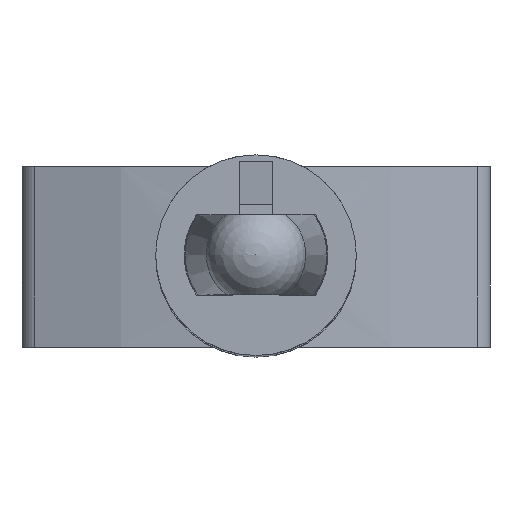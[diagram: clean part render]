
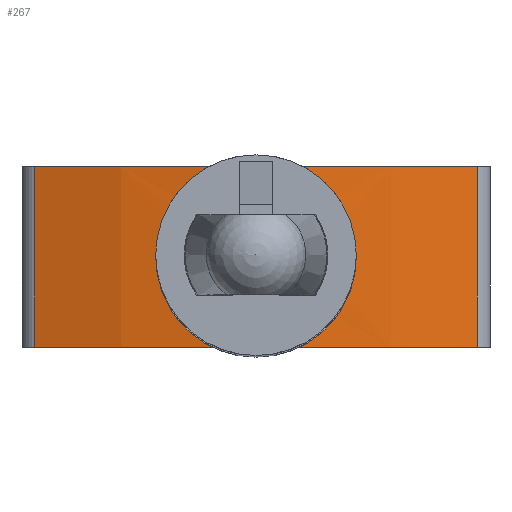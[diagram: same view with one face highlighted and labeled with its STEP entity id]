
A CAD part, top view. The second image highlights one B-rep face of the part: STEP entity #267.
In plain terms, the highlighted cylindrical face has radius 18.267 mm (diameter 36.534 mm), a partial arc.
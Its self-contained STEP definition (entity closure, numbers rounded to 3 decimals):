
#267 = ADVANCED_FACE( '', ( #547, #548 ), #549, .T. );
#547 = FACE_OUTER_BOUND( '', #1909, .T. );
#548 = FACE_BOUND( '', #1910, .T. );
#549 = CYLINDRICAL_SURFACE( '', #1911, 18.267 );
#1909 = EDGE_LOOP( '', ( #2629, #2630, #2631, #2632 ) );
#1910 = EDGE_LOOP( '', ( #2633, #2634 ) );
#1911 = AXIS2_PLACEMENT_3D( '', #2635, #2636, #2637 );
#2629 = ORIENTED_EDGE( '', *, *, #3005, .F. );
#2630 = ORIENTED_EDGE( '', *, *, #3006, .F. );
#2631 = ORIENTED_EDGE( '', *, *, #2732, .T. );
#2632 = ORIENTED_EDGE( '', *, *, #3007, .T. );
#2633 = ORIENTED_EDGE( '', *, *, #2848, .T. );
#2634 = ORIENTED_EDGE( '', *, *, #2849, .T. );
#2635 = CARTESIAN_POINT( '', ( 0., -2.7, -46.107 ) );
#2636 = DIRECTION( '', ( 0., -1., 0. ) );
#2637 = DIRECTION( '', ( 0., 0., 1. ) );
#2732 = EDGE_CURVE( '', #3064, #3065, #3066, .T. );
#2848 = EDGE_CURVE( '', #3261, #3262, #3263, .T. );
#2849 = EDGE_CURVE( '', #3262, #3261, #3264, .T. );
#3005 = EDGE_CURVE( '', #3464, #3465, #3466, .T. );
#3006 = EDGE_CURVE( '', #3064, #3464, #3467, .T. );
#3007 = EDGE_CURVE( '', #3065, #3465, #3468, .T. );
#3064 = VERTEX_POINT( '', #3748 );
#3065 = VERTEX_POINT( '', #3749 );
#3066 = CIRCLE( '', #3750, 18.267 );
#3261 = VERTEX_POINT( '', #4112 );
#3262 = VERTEX_POINT( '', #4113 );
#3263 = B_SPLINE_CURVE_WITH_KNOTS( '', 3, ( #4114, #4115, #4116, #4117, #4118, #4119, #4120, #4121, #4122, #4123, #4124, #4125, #4126, #4127, #4128, #4129, #4130, #4131 ), .UNSPECIFIED., .F., .F., ( 4, 2, 2, 2, 2, 2, 2, 2, 4 ), ( 0., 0.001, 0.002, 0.002, 0.003, 0.004, 0.005, 0.006, 0.006 ), .UNSPECIFIED. );
#3264 = B_SPLINE_CURVE_WITH_KNOTS( '', 3, ( #4132, #4133, #4134, #4135, #4136, #4137, #4138, #4139, #4140, #4141, #4142, #4143, #4144, #4145, #4146, #4147, #4148, #4149 ), .UNSPECIFIED., .F., .F., ( 4, 2, 2, 2, 2, 2, 2, 2, 4 ), ( 0., 0.001, 0.002, 0.002, 0.003, 0.004, 0.005, 0.006, 0.006 ), .UNSPECIFIED. );
#3464 = VERTEX_POINT( '', #4659 );
#3465 = VERTEX_POINT( '', #4660 );
#3466 = CIRCLE( '', #4661, 18.267 );
#3467 = LINE( '', #4662, #4663 );
#3468 = LINE( '', #4664, #4665 );
#3748 = CARTESIAN_POINT( '', ( -6.617, -2.7, -29.081 ) );
#3749 = CARTESIAN_POINT( '', ( 6.617, -2.7, -29.081 ) );
#3750 = AXIS2_PLACEMENT_3D( '', #4696, #4697, #4698 );
#4112 = CARTESIAN_POINT( '', ( -2.07, 0., -27.958 ) );
#4113 = CARTESIAN_POINT( '', ( 2.07, 0., -27.958 ) );
#4114 = CARTESIAN_POINT( '', ( -2.07, 0., -27.958 ) );
#4115 = CARTESIAN_POINT( '', ( -2.051, 0.264, -27.955 ) );
#4116 = CARTESIAN_POINT( '', ( -1.986, 0.524, -27.948 ) );
#4117 = CARTESIAN_POINT( '', ( -1.764, 1.004, -27.925 ) );
#4118 = CARTESIAN_POINT( '', ( -1.61, 1.223, -27.91 ) );
#4119 = CARTESIAN_POINT( '', ( -1.235, 1.593, -27.881 ) );
#4120 = CARTESIAN_POINT( '', ( -1.013, 1.745, -27.866 ) );
#4121 = CARTESIAN_POINT( '', ( -0.528, 1.954, -27.846 ) );
#4122 = CARTESIAN_POINT( '', ( -0.264, 2.01, -27.84 ) );
#4123 = CARTESIAN_POINT( '', ( 0.264, 2.01, -27.84 ) );
#4124 = CARTESIAN_POINT( '', ( 0.527, 1.954, -27.846 ) );
#4125 = CARTESIAN_POINT( '', ( 1.012, 1.745, -27.866 ) );
#4126 = CARTESIAN_POINT( '', ( 1.234, 1.594, -27.881 ) );
#4127 = CARTESIAN_POINT( '', ( 1.61, 1.223, -27.91 ) );
#4128 = CARTESIAN_POINT( '', ( 1.764, 1.004, -27.925 ) );
#4129 = CARTESIAN_POINT( '', ( 1.985, 0.525, -27.948 ) );
#4130 = CARTESIAN_POINT( '', ( 2.051, 0.264, -27.955 ) );
#4131 = CARTESIAN_POINT( '', ( 2.07, 0., -27.958 ) );
#4132 = CARTESIAN_POINT( '', ( 2.07, 0., -27.958 ) );
#4133 = CARTESIAN_POINT( '', ( 2.051, -0.264, -27.955 ) );
#4134 = CARTESIAN_POINT( '', ( 1.986, -0.524, -27.948 ) );
#4135 = CARTESIAN_POINT( '', ( 1.764, -1.004, -27.925 ) );
#4136 = CARTESIAN_POINT( '', ( 1.61, -1.223, -27.91 ) );
#4137 = CARTESIAN_POINT( '', ( 1.235, -1.593, -27.881 ) );
#4138 = CARTESIAN_POINT( '', ( 1.013, -1.745, -27.866 ) );
#4139 = CARTESIAN_POINT( '', ( 0.528, -1.954, -27.846 ) );
#4140 = CARTESIAN_POINT( '', ( 0.264, -2.01, -27.84 ) );
#4141 = CARTESIAN_POINT( '', ( -0.264, -2.01, -27.84 ) );
#4142 = CARTESIAN_POINT( '', ( -0.527, -1.954, -27.846 ) );
#4143 = CARTESIAN_POINT( '', ( -1.012, -1.745, -27.866 ) );
#4144 = CARTESIAN_POINT( '', ( -1.234, -1.594, -27.881 ) );
#4145 = CARTESIAN_POINT( '', ( -1.61, -1.223, -27.91 ) );
#4146 = CARTESIAN_POINT( '', ( -1.764, -1.004, -27.925 ) );
#4147 = CARTESIAN_POINT( '', ( -1.985, -0.525, -27.948 ) );
#4148 = CARTESIAN_POINT( '', ( -2.051, -0.264, -27.955 ) );
#4149 = CARTESIAN_POINT( '', ( -2.07, 0., -27.958 ) );
#4659 = CARTESIAN_POINT( '', ( -6.617, 2.7, -29.081 ) );
#4660 = CARTESIAN_POINT( '', ( 6.617, 2.7, -29.081 ) );
#4661 = AXIS2_PLACEMENT_3D( '', #4941, #4942, #4943 );
#4662 = CARTESIAN_POINT( '', ( -6.617, -2.7, -29.081 ) );
#4663 = VECTOR( '', #4944, 1000. );
#4664 = CARTESIAN_POINT( '', ( 6.617, -2.7, -29.081 ) );
#4665 = VECTOR( '', #4945, 1000. );
#4696 = CARTESIAN_POINT( '', ( 0., -2.7, -46.107 ) );
#4697 = DIRECTION( '', ( 0., 1., 0. ) );
#4698 = DIRECTION( '', ( 1., 0., 0. ) );
#4941 = CARTESIAN_POINT( '', ( 0., 2.7, -46.107 ) );
#4942 = DIRECTION( '', ( 0., 1., 0. ) );
#4943 = DIRECTION( '', ( 1., 0., 0. ) );
#4944 = DIRECTION( '', ( 0., 1., 0. ) );
#4945 = DIRECTION( '', ( 0., 1., 0. ) );
